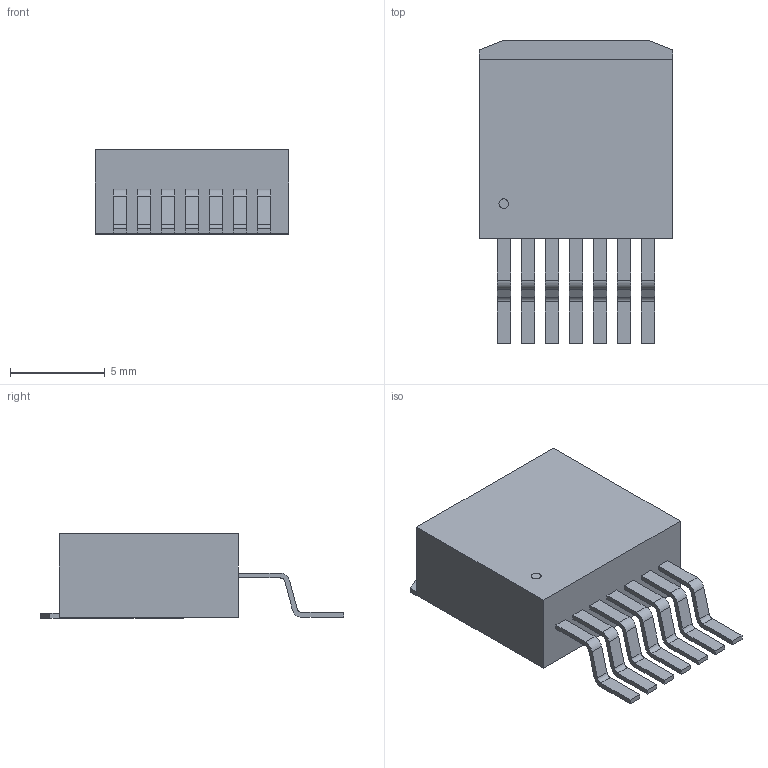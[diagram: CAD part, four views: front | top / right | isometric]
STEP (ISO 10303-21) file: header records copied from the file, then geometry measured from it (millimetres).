
FILE_DESCRIPTION(('STEP AP214'),'1');
FILE_NAME('IC8_BTN8982TAAUMA1_INF','2025-02-11T03:52:19',(''),(''),'','','');
FILE_SCHEMA(('AUTOMOTIVE_DESIGN'));
Length unit declared in the file: millimetre
Products named in the file (1): product
Bounding box: 10.21 x 16 x 4.45 mm (x, y, z)
Volume: 438.6 mm3; surface area: 601.5 mm2
Topology: 10 solids, 10 shells, 123 faces, 309 edges, 206 vertices
Faces by surface type: plane 94, cylinder 29
Full cylindrical faces by diameter (mm): 0.511 x1
Entity records: 3655 total; most frequent: DIRECTION 616, ORIENTED_EDGE 616, CARTESIAN_POINT 361, EDGE_CURVE 308, LINE 250, VECTOR 250, VERTEX_POINT 206, AXIS2_PLACEMENT_3D 183
